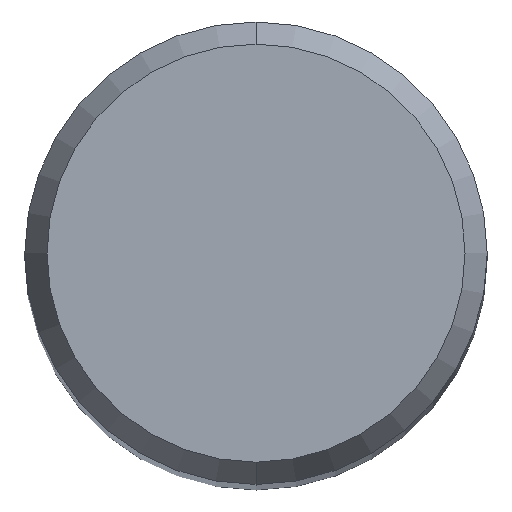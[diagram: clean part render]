
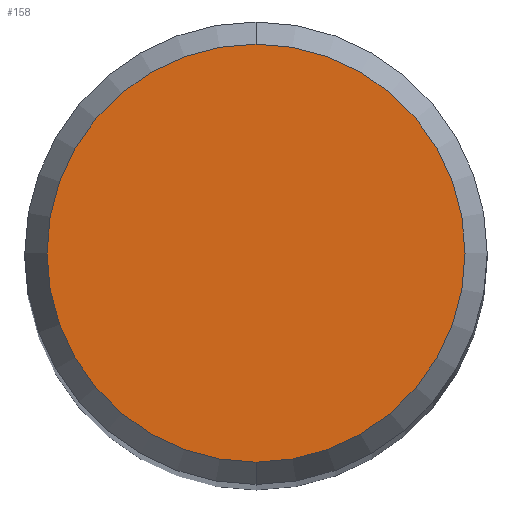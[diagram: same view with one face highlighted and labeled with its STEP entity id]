
A CAD part, top view. The second image highlights one B-rep face of the part: STEP entity #158.
In plain terms, the highlighted planar face has unit normal (0, 0, 1).
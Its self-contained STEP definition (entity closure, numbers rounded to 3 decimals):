
#116=VERTEX_POINT('',#272);
#158=ADVANCED_FACE('',(#316),#317,.T.);
#192=EDGE_CURVE('',#116,#202,#357,.T.);
#202=VERTEX_POINT('',#368);
#230=EDGE_CURVE('',#202,#116,#401,.T.);
#272=CARTESIAN_POINT('',(0.0,2.158,0.01));
#316=FACE_OUTER_BOUND('',#504,.T.);
#317=PLANE('',#505);
#357=CIRCLE('',#551,2.158);
#368=CARTESIAN_POINT('',(0.,-2.158,0.01));
#401=CIRCLE('',#600,2.158);
#504=EDGE_LOOP('',(#683,#684));
#505=AXIS2_PLACEMENT_3D('',#685,#686,#687);
#551=AXIS2_PLACEMENT_3D('',#748,#749,#750);
#600=AXIS2_PLACEMENT_3D('',#802,#803,#804);
#683=ORIENTED_EDGE('',*,*,#192,.F.);
#684=ORIENTED_EDGE('',*,*,#230,.F.);
#685=CARTESIAN_POINT('',(0.0,1.079,0.01));
#686=DIRECTION('',(-0.0,0.0,1.0));
#687=DIRECTION('',(0.0,-1.0,0.0));
#748=CARTESIAN_POINT('',(0.0,0.0,0.01));
#749=DIRECTION('',(0.0,0.0,-1.0));
#750=DIRECTION('',(0.0,1.0,0.0));
#802=CARTESIAN_POINT('',(0.0,0.0,0.01));
#803=DIRECTION('',(0.0,0.0,-1.0));
#804=DIRECTION('',(0.0,1.0,0.0));
